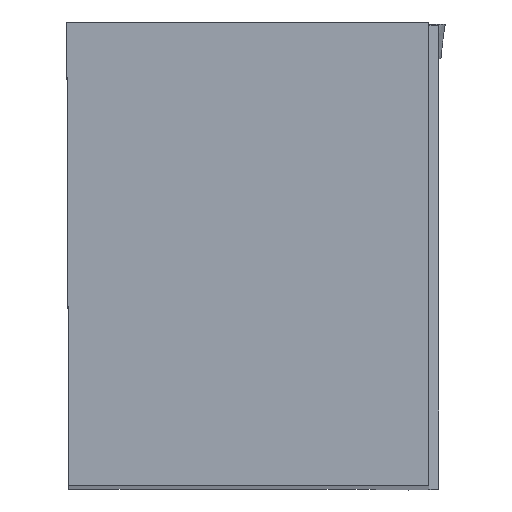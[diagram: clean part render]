
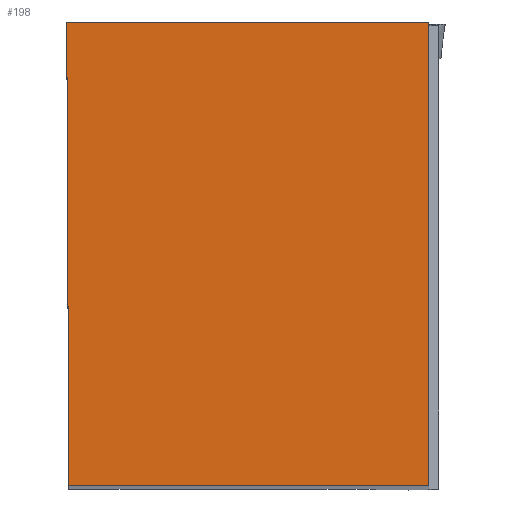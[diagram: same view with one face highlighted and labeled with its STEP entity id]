
A CAD part, top view. The second image highlights one B-rep face of the part: STEP entity #198.
In plain terms, the highlighted planar face has unit normal (0, 0, 1).
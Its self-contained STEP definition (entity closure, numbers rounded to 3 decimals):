
#86=FACE_OUTER_BOUND('',#273,.T.);
#99=LINE('',#807,#130);
#117=LINE('',#861,#148);
#120=LINE('',#868,#151);
#122=LINE('',#877,#153);
#130=VECTOR('',#658,1.);
#148=VECTOR('',#694,1.);
#151=VECTOR('',#701,1.);
#153=VECTOR('',#713,1.);
#198=ADVANCED_FACE('BLANK_BOXF006',(#86),#218,.F.);
#218=PLANE('',#595);
#273=EDGE_LOOP('',(#351,#352,#353,#354));
#351=ORIENTED_EDGE('',*,*,#473,.T.);
#352=ORIENTED_EDGE('',*,*,#440,.T.);
#353=ORIENTED_EDGE('',*,*,#464,.T.);
#354=ORIENTED_EDGE('',*,*,#468,.T.);
#402=VERTEX_POINT('',#806);
#403=VERTEX_POINT('',#808);
#421=VERTEX_POINT('',#860);
#423=VERTEX_POINT('',#867);
#440=EDGE_CURVE('',#403,#402,#99,.T.);
#464=EDGE_CURVE('',#402,#421,#117,.T.);
#468=EDGE_CURVE('',#421,#423,#120,.T.);
#473=EDGE_CURVE('',#423,#403,#122,.T.);
#595=AXIS2_PLACEMENT_3D('',#878,#714,#715);
#658=DIRECTION('',(-1.,0.,0.));
#694=DIRECTION('',(0.004,-1.,0.));
#701=DIRECTION('',(1.,0.,0.));
#713=DIRECTION('',(0.,1.,0.));
#714=DIRECTION('',(0.,0.,-1.));
#715=DIRECTION('',(1.,0.,0.));
#806=CARTESIAN_POINT('',(0.,31.85,0.));
#807=CARTESIAN_POINT('',(176.35,31.85,0.));
#808=CARTESIAN_POINT('',(24.875,31.85,0.));
#860=CARTESIAN_POINT('',(0.139,0.,0.));
#861=CARTESIAN_POINT('',(-0.63,176.348,0.));
#867=CARTESIAN_POINT('',(24.875,0.,0.));
#868=CARTESIAN_POINT('',(-176.35,0.,0.));
#877=CARTESIAN_POINT('',(24.875,-176.35,0.));
#878=CARTESIAN_POINT('',(29.536,-5.,0.));
